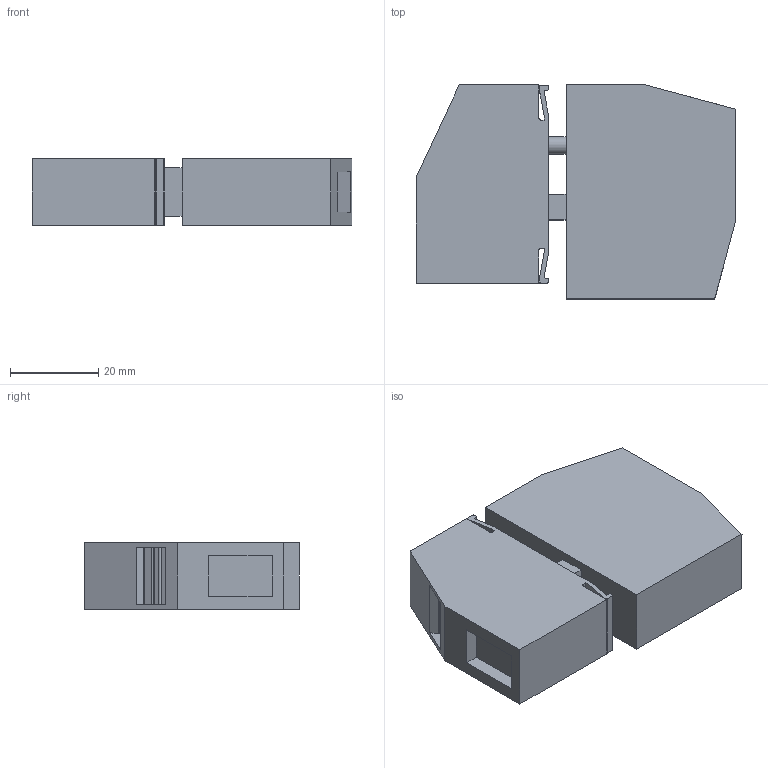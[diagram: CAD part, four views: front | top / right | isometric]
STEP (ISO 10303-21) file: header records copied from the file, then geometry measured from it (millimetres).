
FILE_DESCRIPTION(('Creo Elements/Direct Modeling STEP Export'),'2;1');
FILE_NAME('model.stp','2020-12-08T 0:11:58',(''),(''),'Creo Elements/Direct Modeling STEP processor for AP214 (Solid Model)','Creo Elements/Direct Modeling 20.1A 29-Sep-2018 (C) Parametric Technology GmbH','');
FILE_SCHEMA(('AUTOMOTIVE_DESIGN { 1 0 10303 214 1 1 1 1 }'));
Length unit declared in the file: millimetre
Products named in the file (2): 0707743_HDFK25_SELECT-31230.PRT
Assembly tree (1 placements, depth 2):
  0707743_HDFK25_SELECT-31230.PRT
    0707743_HDFK25_SELECT-31230.PRT
Bounding box: 72.5 x 48.5 x 15.1 mm (x, y, z)
Volume: 44001 mm3; surface area: 11940.8 mm2
Topology: 1 solids, 1 shells, 98 faces, 264 edges, 176 vertices
Faces by surface type: plane 78, cylinder 20
Entity records: 3067 total; most frequent: CARTESIAN_POINT 534, ORIENTED_EDGE 528, DIRECTION 492, EDGE_CURVE 264, VECTOR 224, LINE 224, VERTEX_POINT 176, AXIS2_PLACEMENT_3D 134
